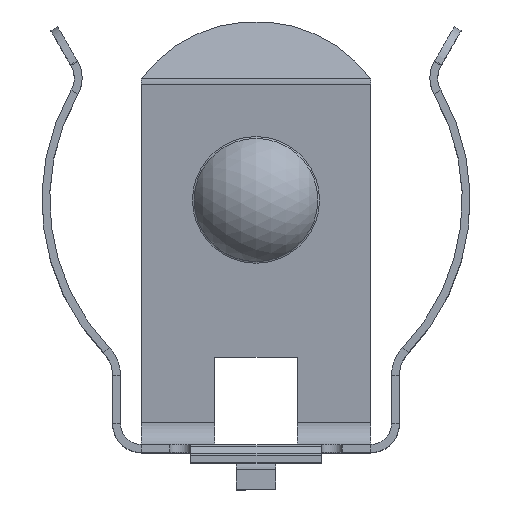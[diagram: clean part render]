
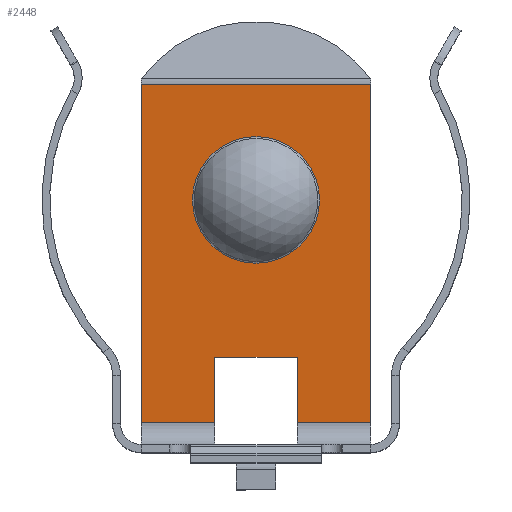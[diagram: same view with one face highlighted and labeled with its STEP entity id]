
A CAD part, top view. The second image highlights one B-rep face of the part: STEP entity #2448.
In plain terms, the highlighted planar face has unit normal (0, -0.087, 0.996).
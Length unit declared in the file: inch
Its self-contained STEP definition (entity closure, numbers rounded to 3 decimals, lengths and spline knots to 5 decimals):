
#93 = VERTEX_POINT ( 'NONE', #2159 ) ;
#112 = LINE ( 'NONE', #1788, #2511 ) ;
#268 = CARTESIAN_POINT ( 'NONE',  ( 0.175, 0.03479, -0.49996 ) ) ;
#297 = EDGE_CURVE ( 'NONE', #93, #3325, #351, .T. ) ;
#351 = LINE ( 'NONE', #268, #1903 ) ;
#396 = AXIS2_PLACEMENT_3D ( 'NONE', #1692, #3883, #1998 ) ;
#422 = VERTEX_POINT ( 'NONE', #2989 ) ;
#497 = ORIENTED_EDGE ( 'NONE', *, *, #3641, .F. ) ;
#530 = CARTESIAN_POINT ( 'NONE',  ( 0., 0.03256, -0.50015 ) ) ;
#597 = EDGE_LOOP ( 'NONE', ( #1938 ) ) ;
#622 = VECTOR ( 'NONE', #2957, 39.37008 ) ;
#793 = CARTESIAN_POINT ( 'NONE',  ( 0.175, 0.5509, -0.4548 ) ) ;
#868 = CARTESIAN_POINT ( 'NONE',  ( 0., 0.13432, -0.49125 ) ) ;
#929 = CARTESIAN_POINT ( 'NONE',  ( -0.063, 0.13432, -0.49125 ) ) ;
#981 = VERTEX_POINT ( 'NONE', #2543 ) ;
#1008 = EDGE_CURVE ( 'NONE', #3325, #3516, #3614, .T. ) ;
#1083 = VERTEX_POINT ( 'NONE', #3534 ) ;
#1109 = CARTESIAN_POINT ( 'NONE',  ( 0.175, 0.03479, -0.49996 ) ) ;
#1141 = EDGE_LOOP ( 'NONE', ( #2177, #3115, #1379, #2080, #3867, #2932, #3194, #497 ) ) ;
#1164 = DIRECTION ( 'NONE',  ( 0., -0.087, 0.996 ) ) ;
#1176 = VERTEX_POINT ( 'NONE', #793 ) ;
#1221 = DIRECTION ( 'NONE',  ( 0., -0.996, -0.087 ) ) ;
#1237 = VECTOR ( 'NONE', #2247, 39.37008 ) ;
#1335 = CARTESIAN_POINT ( 'NONE',  ( -0.175, 0.5509, -0.4548 ) ) ;
#1358 = CARTESIAN_POINT ( 'NONE',  ( -0.175, 0.03479, -0.49996 ) ) ;
#1379 = ORIENTED_EDGE ( 'NONE', *, *, #4035, .F. ) ;
#1386 = EDGE_CURVE ( 'NONE', #3516, #1176, #2237, .T. ) ;
#1441 = EDGE_CURVE ( 'NONE', #981, #1083, #3642, .T. ) ;
#1451 = VECTOR ( 'NONE', #1221, 39.37008 ) ;
#1515 = VECTOR ( 'NONE', #3405, 39.37008 ) ;
#1516 = DIRECTION ( 'NONE',  ( -1., 0., 0. ) ) ;
#1545 = AXIS2_PLACEMENT_3D ( 'NONE', #530, #1164, #3335 ) ;
#1638 = CARTESIAN_POINT ( 'NONE',  ( 0.175, 0.03479, -0.49996 ) ) ;
#1691 = CIRCLE ( 'NONE', #396, 0.09706 ) ;
#1692 = CARTESIAN_POINT ( 'NONE',  ( 0., 0.37449, -0.47024 ) ) ;
#1788 = CARTESIAN_POINT ( 'NONE',  ( 0.175, 0., -0.503 ) ) ;
#1878 = EDGE_CURVE ( 'NONE', #1176, #3872, #112, .T. ) ;
#1903 = VECTOR ( 'NONE', #1516, 39.37008 ) ;
#1938 = ORIENTED_EDGE ( 'NONE', *, *, #3354, .F. ) ;
#1998 = DIRECTION ( 'NONE',  ( 0., 0.996, 0.087 ) ) ;
#2006 = VERTEX_POINT ( 'NONE', #929 ) ;
#2007 = FACE_BOUND ( 'NONE', #597, .T. ) ;
#2080 = ORIENTED_EDGE ( 'NONE', *, *, #1878, .F. ) ;
#2159 = CARTESIAN_POINT ( 'NONE',  ( -0.063, 0.03479, -0.49996 ) ) ;
#2167 = DIRECTION ( 'NONE',  ( 0., 0.996, 0.087 ) ) ;
#2168 = LINE ( 'NONE', #3068, #1451 ) ;
#2177 = ORIENTED_EDGE ( 'NONE', *, *, #3604, .F. ) ;
#2237 = LINE ( 'NONE', #3094, #1515 ) ;
#2247 = DIRECTION ( 'NONE',  ( 0., 0.996, 0.087 ) ) ;
#2363 = CARTESIAN_POINT ( 'NONE',  ( -0.175, 0.5509, -0.4548 ) ) ;
#2448 = ADVANCED_FACE ( 'NONE', ( #3689, #2007 ), #3960, .T. ) ;
#2511 = VECTOR ( 'NONE', #3989, 39.37008 ) ;
#2543 = CARTESIAN_POINT ( 'NONE',  ( 0.063, 0.03479, -0.49996 ) ) ;
#2560 = VECTOR ( 'NONE', #2718, 39.37008 ) ;
#2696 = VECTOR ( 'NONE', #2167, 39.37008 ) ;
#2718 = DIRECTION ( 'NONE',  ( -1., 0., 0. ) ) ;
#2800 = CARTESIAN_POINT ( 'NONE',  ( 0.063, 0.03256, -0.50015 ) ) ;
#2932 = ORIENTED_EDGE ( 'NONE', *, *, #1008, .F. ) ;
#2957 = DIRECTION ( 'NONE',  ( -1., 0., 0. ) ) ;
#2989 = CARTESIAN_POINT ( 'NONE',  ( 0., 0.47118, -0.46178 ) ) ;
#3068 = CARTESIAN_POINT ( 'NONE',  ( -0.063, 0.03256, -0.50015 ) ) ;
#3094 = CARTESIAN_POINT ( 'NONE',  ( 0.175, 0.5509, -0.4548 ) ) ;
#3115 = ORIENTED_EDGE ( 'NONE', *, *, #1441, .F. ) ;
#3194 = ORIENTED_EDGE ( 'NONE', *, *, #297, .F. ) ;
#3299 = LINE ( 'NONE', #868, #2560 ) ;
#3325 = VERTEX_POINT ( 'NONE', #1358 ) ;
#3335 = DIRECTION ( 'NONE',  ( 0., -0.996, -0.087 ) ) ;
#3354 = EDGE_CURVE ( 'NONE', #422, #422, #1691, .T. ) ;
#3405 = DIRECTION ( 'NONE',  ( 1., 0., 0. ) ) ;
#3516 = VERTEX_POINT ( 'NONE', #2363 ) ;
#3534 = CARTESIAN_POINT ( 'NONE',  ( 0.063, 0.13432, -0.49125 ) ) ;
#3604 = EDGE_CURVE ( 'NONE', #1083, #2006, #3299, .T. ) ;
#3614 = LINE ( 'NONE', #1335, #1237 ) ;
#3641 = EDGE_CURVE ( 'NONE', #2006, #93, #2168, .T. ) ;
#3642 = LINE ( 'NONE', #2800, #2696 ) ;
#3689 = FACE_OUTER_BOUND ( 'NONE', #1141, .T. ) ;
#3867 = ORIENTED_EDGE ( 'NONE', *, *, #1386, .F. ) ;
#3872 = VERTEX_POINT ( 'NONE', #1638 ) ;
#3883 = DIRECTION ( 'NONE',  ( 0., -0.087, 0.996 ) ) ;
#3936 = LINE ( 'NONE', #1109, #622 ) ;
#3960 = PLANE ( 'NONE',  #1545 ) ;
#3989 = DIRECTION ( 'NONE',  ( 0., -0.996, -0.087 ) ) ;
#4035 = EDGE_CURVE ( 'NONE', #3872, #981, #3936, .T. ) ;
